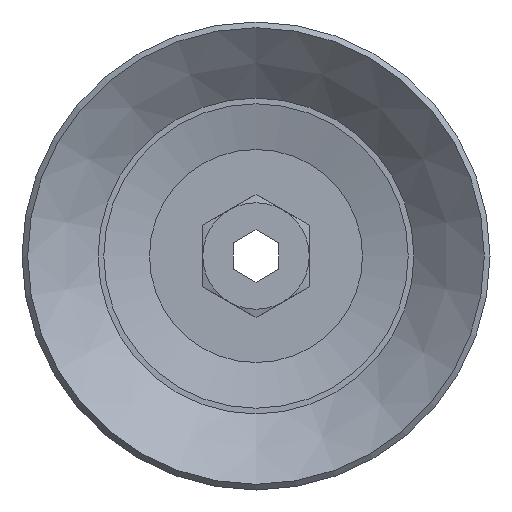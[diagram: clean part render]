
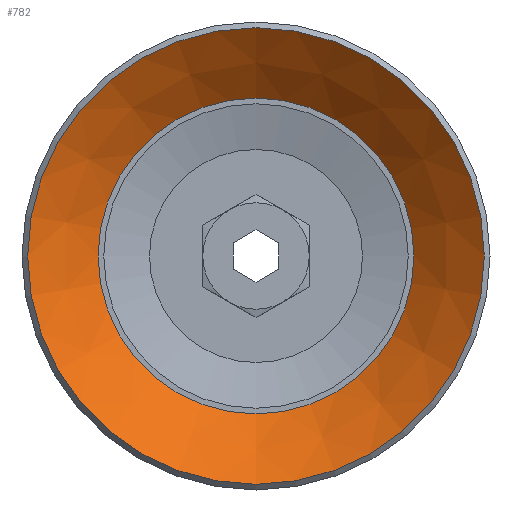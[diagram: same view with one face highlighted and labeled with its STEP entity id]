
A CAD part, front view. The second image highlights one B-rep face of the part: STEP entity #782.
In plain terms, the highlighted conical face has half-angle 49.802 degrees and reference radius 20.75 mm.
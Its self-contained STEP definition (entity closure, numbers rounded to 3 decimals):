
#120=CIRCLE('',#838,20.75);
#121=CIRCLE('',#840,30.);
#180=ORIENTED_EDGE('',*,*,#298,.T.);
#181=ORIENTED_EDGE('',*,*,#297,.F.);
#297=EDGE_CURVE('',#356,#356,#120,.T.);
#298=EDGE_CURVE('',#357,#357,#121,.T.);
#356=VERTEX_POINT('',#1144);
#357=VERTEX_POINT('',#1147);
#407=EDGE_LOOP('',(#180));
#408=EDGE_LOOP('',(#181));
#463=FACE_BOUND('',#407,.T.);
#464=FACE_BOUND('',#408,.T.);
#502=CONICAL_SURFACE('',#839,20.75,0.869);
#782=ADVANCED_FACE('',(#463,#464),#502,.F.);
#838=AXIS2_PLACEMENT_3D('',#1143,#941,#942);
#839=AXIS2_PLACEMENT_3D('',#1145,#943,#944);
#840=AXIS2_PLACEMENT_3D('',#1146,#945,#946);
#941=DIRECTION('',(0.,-1.,0.));
#942=DIRECTION('',(0.,0.,-1.));
#943=DIRECTION('',(0.,-1.,0.));
#944=DIRECTION('',(0.,0.,-1.));
#945=DIRECTION('',(0.,-1.,0.));
#946=DIRECTION('',(0.,0.,-1.));
#1143=CARTESIAN_POINT('',(0.,7.816,0.));
#1144=CARTESIAN_POINT('',(0.,7.816,-20.75));
#1145=CARTESIAN_POINT('',(0.,7.816,0.));
#1146=CARTESIAN_POINT('',(0.,0.,0.));
#1147=CARTESIAN_POINT('',(0.,0.,-30.));
